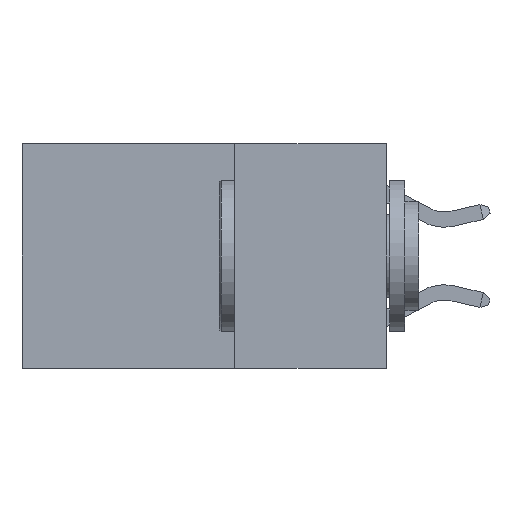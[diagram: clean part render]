
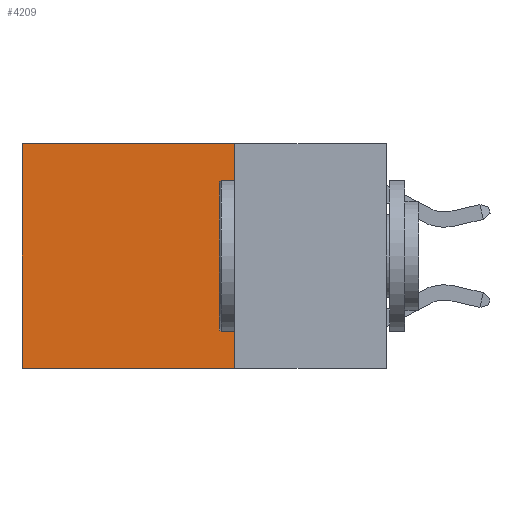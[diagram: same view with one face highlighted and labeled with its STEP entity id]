
A CAD part, left-side view. The second image highlights one B-rep face of the part: STEP entity #4209.
In plain terms, the highlighted planar face has unit normal (-1, 0, 0).
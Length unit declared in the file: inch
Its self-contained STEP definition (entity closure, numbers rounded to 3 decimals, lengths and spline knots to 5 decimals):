
#276 = CARTESIAN_POINT ( 'NONE',  ( 0.2625, 0.25, 0. ) ) ;
#2062 = VECTOR ( 'NONE', #8190, 39.37008 ) ;
#2579 = EDGE_LOOP ( 'NONE', ( #13517, #8741, #17374, #11522 ) ) ;
#2986 = LINE ( 'NONE', #6310, #4139 ) ;
#4083 = DIRECTION ( 'NONE',  ( 0., 1., 0. ) ) ;
#4139 = VECTOR ( 'NONE', #9853, 39.37008 ) ;
#4209 = ADVANCED_FACE ( 'NONE', ( #5641 ), #14080, .F. ) ;
#5048 = LINE ( 'NONE', #13599, #9426 ) ;
#5148 = DIRECTION ( 'NONE',  ( 0., 1., 0. ) ) ;
#5598 = EDGE_CURVE ( 'NONE', #22016, #5633, #2986, .T. ) ;
#5633 = VERTEX_POINT ( 'NONE', #17014 ) ;
#5641 = FACE_OUTER_BOUND ( 'NONE', #2579, .T. ) ;
#6310 = CARTESIAN_POINT ( 'NONE',  ( 0.2625, 0.6, 0. ) ) ;
#8190 = DIRECTION ( 'NONE',  ( 0., 0., -1. ) ) ;
#8741 = ORIENTED_EDGE ( 'NONE', *, *, #10020, .F. ) ;
#9426 = VECTOR ( 'NONE', #5148, 39.37008 ) ;
#9853 = DIRECTION ( 'NONE',  ( 0., 0., -1. ) ) ;
#10020 = EDGE_CURVE ( 'NONE', #13090, #5633, #19705, .T. ) ;
#10124 = EDGE_CURVE ( 'NONE', #22493, #13090, #22419, .T. ) ;
#10428 = VECTOR ( 'NONE', #4083, 39.37008 ) ;
#11522 = ORIENTED_EDGE ( 'NONE', *, *, #14700, .T. ) ;
#12940 = CARTESIAN_POINT ( 'NONE',  ( 0.2625, 0.25, 0. ) ) ;
#13090 = VERTEX_POINT ( 'NONE', #16274 ) ;
#13517 = ORIENTED_EDGE ( 'NONE', *, *, #5598, .T. ) ;
#13599 = CARTESIAN_POINT ( 'NONE',  ( 0.2625, 0.25, 0. ) ) ;
#14080 = PLANE ( 'NONE',  #17563 ) ;
#14199 = DIRECTION ( 'NONE',  ( 0., 0., -1. ) ) ;
#14700 = EDGE_CURVE ( 'NONE', #22493, #22016, #5048, .T. ) ;
#16274 = CARTESIAN_POINT ( 'NONE',  ( 0.2625, 0.25, -0.37 ) ) ;
#17014 = CARTESIAN_POINT ( 'NONE',  ( 0.2625, 0.6, -0.37 ) ) ;
#17374 = ORIENTED_EDGE ( 'NONE', *, *, #10124, .F. ) ;
#17563 = AXIS2_PLACEMENT_3D ( 'NONE', #276, #19423, #14199 ) ;
#19423 = DIRECTION ( 'NONE',  ( 1., 0., 0. ) ) ;
#19705 = LINE ( 'NONE', #21638, #10428 ) ;
#21638 = CARTESIAN_POINT ( 'NONE',  ( 0.2625, 0.25, -0.37 ) ) ;
#21734 = CARTESIAN_POINT ( 'NONE',  ( 0.2625, 0.6, 0. ) ) ;
#21976 = CARTESIAN_POINT ( 'NONE',  ( 0.2625, 0.25, 0. ) ) ;
#22016 = VERTEX_POINT ( 'NONE', #21734 ) ;
#22419 = LINE ( 'NONE', #21976, #2062 ) ;
#22493 = VERTEX_POINT ( 'NONE', #12940 ) ;
